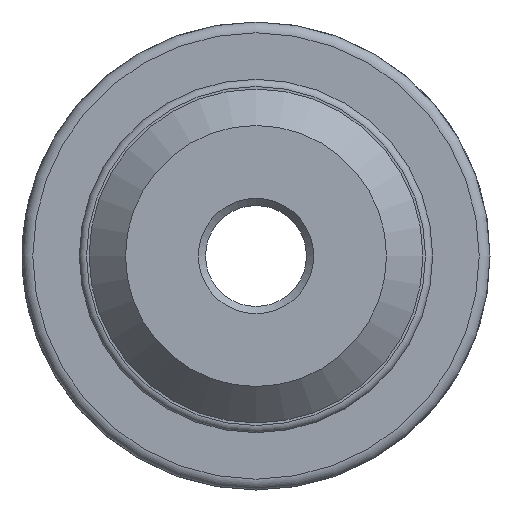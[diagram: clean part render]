
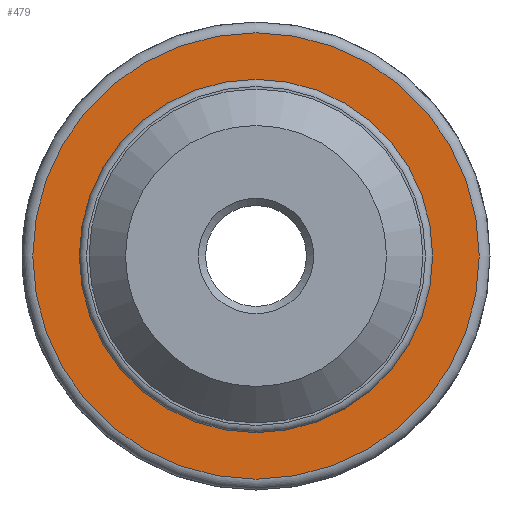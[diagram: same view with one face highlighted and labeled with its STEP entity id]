
A CAD part, left-side view. The second image highlights one B-rep face of the part: STEP entity #479.
In plain terms, the highlighted planar face has unit normal (-1, 0, 0).
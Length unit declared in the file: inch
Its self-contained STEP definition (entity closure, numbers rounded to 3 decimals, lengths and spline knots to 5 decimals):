
#26=FACE_BOUND('',#142,.T.);
#31=PLANE('',#552);
#108=FACE_OUTER_BOUND('',#141,.T.);
#141=EDGE_LOOP('',(#385));
#142=EDGE_LOOP('',(#386));
#186=CIRCLE('',#551,0.3095);
#187=CIRCLE('',#553,0.245);
#229=VERTEX_POINT('',#839);
#230=VERTEX_POINT('',#843);
#285=EDGE_CURVE('',#229,#229,#186,.T.);
#286=EDGE_CURVE('',#230,#230,#187,.T.);
#385=ORIENTED_EDGE('',*,*,#285,.F.);
#386=ORIENTED_EDGE('',*,*,#286,.T.);
#479=ADVANCED_FACE('',(#108,#26),#31,.T.);
#551=AXIS2_PLACEMENT_3D('',#841,#681,#682);
#552=AXIS2_PLACEMENT_3D('',#842,#683,#684);
#553=AXIS2_PLACEMENT_3D('',#844,#685,#686);
#681=DIRECTION('center_axis',(1.,0.,0.));
#682=DIRECTION('ref_axis',(0.,0.,-1.));
#683=DIRECTION('center_axis',(-1.,0.,0.));
#684=DIRECTION('ref_axis',(0.,0.,1.));
#685=DIRECTION('center_axis',(1.,0.,0.));
#686=DIRECTION('ref_axis',(0.,0.,-1.));
#839=CARTESIAN_POINT('',(0.789,0.,0.3095));
#841=CARTESIAN_POINT('Origin',(0.789,0.,0.));
#842=CARTESIAN_POINT('Origin',(0.789,0.3095,0.));
#843=CARTESIAN_POINT('',(0.789,-0.245,0.));
#844=CARTESIAN_POINT('Origin',(0.789,0.,0.));
